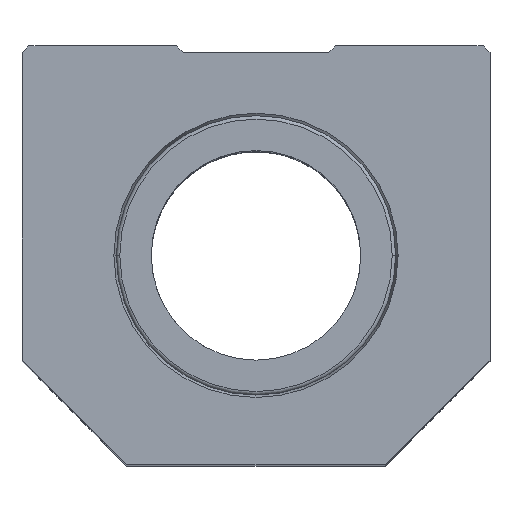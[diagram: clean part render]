
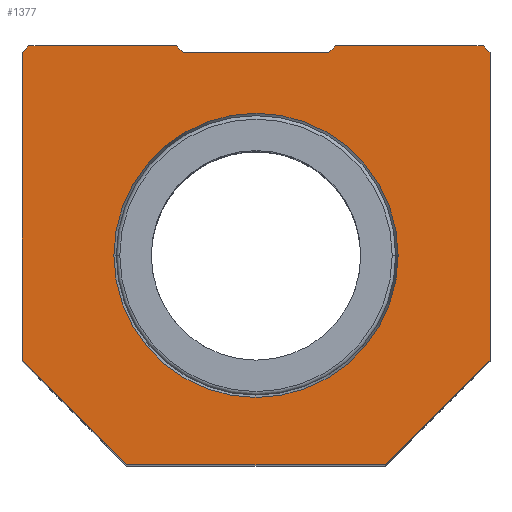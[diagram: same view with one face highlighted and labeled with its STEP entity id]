
A CAD part, top view. The second image highlights one B-rep face of the part: STEP entity #1377.
In plain terms, the highlighted planar face has unit normal (0, 0, 1).
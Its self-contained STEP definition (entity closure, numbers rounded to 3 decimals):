
#15 = CARTESIAN_POINT ( 'NONE',  ( 20.344, 0., 52.5 ) ) ;
#26 = VECTOR ( 'NONE', #1177, 1000. ) ;
#95 = LINE ( 'NONE', #1969, #1376 ) ;
#97 = EDGE_LOOP ( 'NONE', ( #1455, #651, #1135, #1201, #1787, #516, #257, #1231, #2038, #704, #750, #1579 ) ) ;
#121 = CARTESIAN_POINT ( 'NONE',  ( -33.5, 29., 52.5 ) ) ;
#126 = CARTESIAN_POINT ( 'NONE',  ( 33.5, -15., 52.5 ) ) ;
#127 = DIRECTION ( 'NONE',  ( -0.707, -0.707, 0. ) ) ;
#129 = CARTESIAN_POINT ( 'NONE',  ( 32.5, 30., 52.5 ) ) ;
#132 = VERTEX_POINT ( 'NONE', #293 ) ;
#142 = CARTESIAN_POINT ( 'NONE',  ( 10.4, 29., 52.5 ) ) ;
#146 = VECTOR ( 'NONE', #857, 1000. ) ;
#152 = DIRECTION ( 'NONE',  ( -1., 0., 0. ) ) ;
#230 = CARTESIAN_POINT ( 'NONE',  ( -18.5, -30., 52.5 ) ) ;
#231 = LINE ( 'NONE', #482, #273 ) ;
#252 = VECTOR ( 'NONE', #1911, 1000. ) ;
#257 = ORIENTED_EDGE ( 'NONE', *, *, #1572, .T. ) ;
#273 = VECTOR ( 'NONE', #152, 1000. ) ;
#293 = CARTESIAN_POINT ( 'NONE',  ( -33.5, -15., 52.5 ) ) ;
#308 = CARTESIAN_POINT ( 'NONE',  ( 33.5, 29., 52.5 ) ) ;
#330 = CARTESIAN_POINT ( 'NONE',  ( 11.4, 30., 52.5 ) ) ;
#339 = VERTEX_POINT ( 'NONE', #1276 ) ;
#344 = EDGE_CURVE ( 'NONE', #778, #416, #2154, .T. ) ;
#358 = ORIENTED_EDGE ( 'NONE', *, *, #1912, .T. ) ;
#390 = CARTESIAN_POINT ( 'NONE',  ( -32.5, 30., 52.5 ) ) ;
#396 = DIRECTION ( 'NONE',  ( 0., 0., -1. ) ) ;
#416 = VERTEX_POINT ( 'NONE', #1153 ) ;
#443 = CARTESIAN_POINT ( 'NONE',  ( 0., 0., 52.5 ) ) ;
#458 = DIRECTION ( 'NONE',  ( -1., 0., 0. ) ) ;
#465 = CARTESIAN_POINT ( 'NONE',  ( -10.4, 29., 52.5 ) ) ;
#467 = EDGE_CURVE ( 'NONE', #1964, #722, #923, .T. ) ;
#481 = CARTESIAN_POINT ( 'NONE',  ( 10.4, 29., 52.5 ) ) ;
#482 = CARTESIAN_POINT ( 'NONE',  ( -32.5, 30., 52.5 ) ) ;
#516 = ORIENTED_EDGE ( 'NONE', *, *, #1378, .T. ) ;
#522 = CARTESIAN_POINT ( 'NONE',  ( 11.4, 30., 52.5 ) ) ;
#546 = DIRECTION ( 'NONE',  ( -1., 0., 0. ) ) ;
#550 = DIRECTION ( 'NONE',  ( 0., 0., -1. ) ) ;
#556 = CIRCLE ( 'NONE', #1086, 20.344 ) ;
#580 = AXIS2_PLACEMENT_3D ( 'NONE', #811, #550, #546 ) ;
#596 = VECTOR ( 'NONE', #458, 1000. ) ;
#606 = DIRECTION ( 'NONE',  ( -1., 0., 0. ) ) ;
#616 = VERTEX_POINT ( 'NONE', #481 ) ;
#628 = PLANE ( 'NONE',  #580 ) ;
#651 = ORIENTED_EDGE ( 'NONE', *, *, #1923, .T. ) ;
#704 = ORIENTED_EDGE ( 'NONE', *, *, #1662, .T. ) ;
#720 = EDGE_LOOP ( 'NONE', ( #735, #358 ) ) ;
#722 = VERTEX_POINT ( 'NONE', #330 ) ;
#735 = ORIENTED_EDGE ( 'NONE', *, *, #1149, .T. ) ;
#742 = VERTEX_POINT ( 'NONE', #308 ) ;
#750 = ORIENTED_EDGE ( 'NONE', *, *, #1827, .T. ) ;
#778 = VERTEX_POINT ( 'NONE', #230 ) ;
#811 = CARTESIAN_POINT ( 'NONE',  ( 0., -48.5, 52.5 ) ) ;
#857 = DIRECTION ( 'NONE',  ( -0.707, 0.707, 0. ) ) ;
#868 = VERTEX_POINT ( 'NONE', #1919 ) ;
#872 = VERTEX_POINT ( 'NONE', #126 ) ;
#923 = LINE ( 'NONE', #522, #26 ) ;
#938 = VERTEX_POINT ( 'NONE', #15 ) ;
#968 = LINE ( 'NONE', #142, #1400 ) ;
#1029 = FACE_BOUND ( 'NONE', #720, .T. ) ;
#1073 = LINE ( 'NONE', #1141, #1965 ) ;
#1079 = DIRECTION ( 'NONE',  ( 0., 1., 0. ) ) ;
#1086 = AXIS2_PLACEMENT_3D ( 'NONE', #1595, #396, #2077 ) ;
#1098 = VECTOR ( 'NONE', #1480, 1000. ) ;
#1135 = ORIENTED_EDGE ( 'NONE', *, *, #2097, .T. ) ;
#1138 = LINE ( 'NONE', #1505, #1928 ) ;
#1141 = CARTESIAN_POINT ( 'NONE',  ( 32.5, 30., 52.5 ) ) ;
#1149 = EDGE_CURVE ( 'NONE', #938, #1472, #556, .T. ) ;
#1153 = CARTESIAN_POINT ( 'NONE',  ( 18.5, -30., 52.5 ) ) ;
#1177 = DIRECTION ( 'NONE',  ( -1., 0., 0. ) ) ;
#1201 = ORIENTED_EDGE ( 'NONE', *, *, #467, .T. ) ;
#1214 = DIRECTION ( 'NONE',  ( 1., 0., 0. ) ) ;
#1229 = EDGE_CURVE ( 'NONE', #416, #872, #1994, .T. ) ;
#1231 = ORIENTED_EDGE ( 'NONE', *, *, #1639, .T. ) ;
#1248 = VERTEX_POINT ( 'NONE', #390 ) ;
#1254 = CARTESIAN_POINT ( 'NONE',  ( 18.5, -30., 52.5 ) ) ;
#1276 = CARTESIAN_POINT ( 'NONE',  ( -11.4, 30., 52.5 ) ) ;
#1320 = CARTESIAN_POINT ( 'NONE',  ( -20.344, 0., 52.5 ) ) ;
#1376 = VECTOR ( 'NONE', #1079, 1000. ) ;
#1377 = ADVANCED_FACE ( 'NONE', ( #1029, #1921 ), #628, .F. ) ;
#1378 = EDGE_CURVE ( 'NONE', #616, #868, #1450, .T. ) ;
#1382 = CARTESIAN_POINT ( 'NONE',  ( -18.5, -30., 52.5 ) ) ;
#1391 = EDGE_CURVE ( 'NONE', #722, #616, #968, .T. ) ;
#1400 = VECTOR ( 'NONE', #127, 1000. ) ;
#1409 = VECTOR ( 'NONE', #1864, 1000. ) ;
#1450 = LINE ( 'NONE', #465, #596 ) ;
#1455 = ORIENTED_EDGE ( 'NONE', *, *, #1229, .T. ) ;
#1472 = VERTEX_POINT ( 'NONE', #1320 ) ;
#1480 = DIRECTION ( 'NONE',  ( 0.707, 0.707, 0. ) ) ;
#1505 = CARTESIAN_POINT ( 'NONE',  ( -33.5, -15., 52.5 ) ) ;
#1572 = EDGE_CURVE ( 'NONE', #868, #339, #1850, .T. ) ;
#1579 = ORIENTED_EDGE ( 'NONE', *, *, #344, .T. ) ;
#1595 = CARTESIAN_POINT ( 'NONE',  ( 0., 0., 52.5 ) ) ;
#1639 = EDGE_CURVE ( 'NONE', #339, #1248, #231, .T. ) ;
#1657 = DIRECTION ( 'NONE',  ( 0., 0., -1. ) ) ;
#1662 = EDGE_CURVE ( 'NONE', #1931, #132, #1138, .T. ) ;
#1675 = LINE ( 'NONE', #1382, #252 ) ;
#1692 = EDGE_CURVE ( 'NONE', #1248, #1931, #1875, .T. ) ;
#1713 = CARTESIAN_POINT ( 'NONE',  ( -33.5, 29., 52.5 ) ) ;
#1722 = DIRECTION ( 'NONE',  ( 0., -1., 0. ) ) ;
#1736 = VECTOR ( 'NONE', #1214, 1000. ) ;
#1787 = ORIENTED_EDGE ( 'NONE', *, *, #1391, .T. ) ;
#1827 = EDGE_CURVE ( 'NONE', #132, #778, #1675, .T. ) ;
#1850 = LINE ( 'NONE', #1905, #146 ) ;
#1855 = CARTESIAN_POINT ( 'NONE',  ( 33.5, -15., 52.5 ) ) ;
#1864 = DIRECTION ( 'NONE',  ( -0.707, -0.707, 0. ) ) ;
#1867 = DIRECTION ( 'NONE',  ( -0.707, 0.707, 0. ) ) ;
#1875 = LINE ( 'NONE', #1713, #1409 ) ;
#1903 = CIRCLE ( 'NONE', #2136, 20.344 ) ;
#1905 = CARTESIAN_POINT ( 'NONE',  ( -11.4, 30., 52.5 ) ) ;
#1911 = DIRECTION ( 'NONE',  ( 0.707, -0.707, 0. ) ) ;
#1912 = EDGE_CURVE ( 'NONE', #1472, #938, #1903, .T. ) ;
#1919 = CARTESIAN_POINT ( 'NONE',  ( -10.4, 29., 52.5 ) ) ;
#1921 = FACE_OUTER_BOUND ( 'NONE', #97, .T. ) ;
#1923 = EDGE_CURVE ( 'NONE', #872, #742, #95, .T. ) ;
#1928 = VECTOR ( 'NONE', #1722, 1000. ) ;
#1931 = VERTEX_POINT ( 'NONE', #121 ) ;
#1964 = VERTEX_POINT ( 'NONE', #129 ) ;
#1965 = VECTOR ( 'NONE', #1867, 1000. ) ;
#1969 = CARTESIAN_POINT ( 'NONE',  ( 33.5, 29., 52.5 ) ) ;
#1994 = LINE ( 'NONE', #1855, #1098 ) ;
#2038 = ORIENTED_EDGE ( 'NONE', *, *, #1692, .T. ) ;
#2077 = DIRECTION ( 'NONE',  ( -1., 0., 0. ) ) ;
#2097 = EDGE_CURVE ( 'NONE', #742, #1964, #1073, .T. ) ;
#2136 = AXIS2_PLACEMENT_3D ( 'NONE', #443, #1657, #606 ) ;
#2154 = LINE ( 'NONE', #1254, #1736 ) ;
